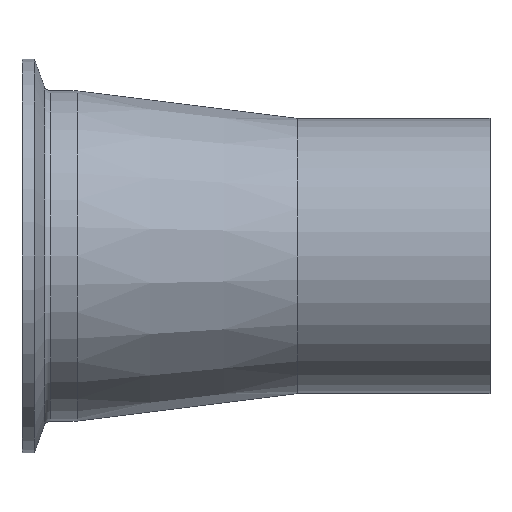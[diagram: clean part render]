
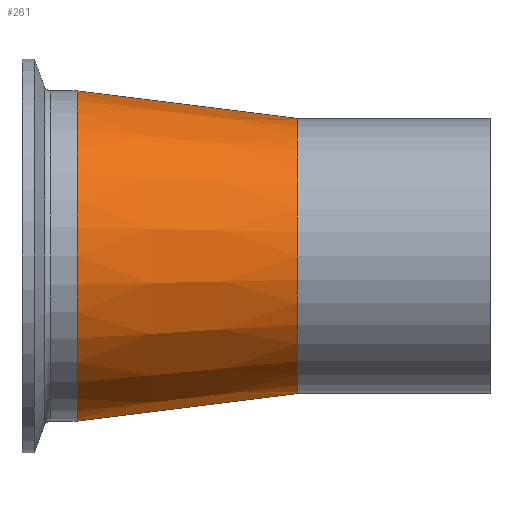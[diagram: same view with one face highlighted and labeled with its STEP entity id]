
A CAD part, left-side view. The second image highlights one B-rep face of the part: STEP entity #261.
In plain terms, the highlighted conical face has half-angle 7.125 degrees and reference radius 31.75 mm.
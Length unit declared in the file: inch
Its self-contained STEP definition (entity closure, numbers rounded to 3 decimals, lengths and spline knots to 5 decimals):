
#29 = VERTEX_POINT ( 'NONE', #404 ) ;
#33 = EDGE_CURVE ( 'NONE', #29, #531, #1066, .T. ) ;
#80 = CARTESIAN_POINT ( 'NONE',  ( 0., 0., -1.25 ) ) ;
#149 = FACE_OUTER_BOUND ( 'NONE', #620, .T. ) ;
#155 = ORIENTED_EDGE ( 'NONE', *, *, #574, .F. ) ;
#160 = DIRECTION ( 'NONE',  ( 0., -1., 0. ) ) ;
#225 = CARTESIAN_POINT ( 'NONE',  ( 0., 2., 0. ) ) ;
#230 = EDGE_CURVE ( 'NONE', #29, #419, #805, .T. ) ;
#261 = ADVANCED_FACE ( 'NONE', ( #149 ), #985, .T. ) ;
#263 = ORIENTED_EDGE ( 'NONE', *, *, #230, .T. ) ;
#265 = CARTESIAN_POINT ( 'NONE',  ( 0., 2., -1.5 ) ) ;
#286 = CIRCLE ( 'NONE', #852, 1.5 ) ;
#289 = DIRECTION ( 'NONE',  ( 0., 1., 0. ) ) ;
#295 = EDGE_CURVE ( 'NONE', #595, #419, #286, .T. ) ;
#320 = CARTESIAN_POINT ( 'NONE',  ( 0., 2., 1.5 ) ) ;
#366 = ORIENTED_EDGE ( 'NONE', *, *, #33, .F. ) ;
#404 = CARTESIAN_POINT ( 'NONE',  ( 0., 0., 1.25 ) ) ;
#419 = VERTEX_POINT ( 'NONE', #320 ) ;
#473 = DIRECTION ( 'NONE',  ( 0., 1., 0. ) ) ;
#531 = VERTEX_POINT ( 'NONE', #80 ) ;
#533 = AXIS2_PLACEMENT_3D ( 'NONE', #596, #289, #952 ) ;
#534 = VECTOR ( 'NONE', #856, 39.37008 ) ;
#574 = EDGE_CURVE ( 'NONE', #531, #595, #955, .T. ) ;
#595 = VERTEX_POINT ( 'NONE', #265 ) ;
#596 = CARTESIAN_POINT ( 'NONE',  ( 0., 0., 0. ) ) ;
#604 = CARTESIAN_POINT ( 'NONE',  ( 0., 0., -1.25 ) ) ;
#611 = DIRECTION ( 'NONE',  ( 0., 0.992, -0.124 ) ) ;
#620 = EDGE_LOOP ( 'NONE', ( #155, #366, #263, #704 ) ) ;
#704 = ORIENTED_EDGE ( 'NONE', *, *, #295, .F. ) ;
#748 = CARTESIAN_POINT ( 'NONE',  ( 0., 0., 0. ) ) ;
#776 = CARTESIAN_POINT ( 'NONE',  ( 0., 0., 1.25 ) ) ;
#799 = VECTOR ( 'NONE', #611, 39.37008 ) ;
#805 = LINE ( 'NONE', #776, #534 ) ;
#806 = DIRECTION ( 'NONE',  ( 0., 0., 1. ) ) ;
#852 = AXIS2_PLACEMENT_3D ( 'NONE', #225, #473, #806 ) ;
#856 = DIRECTION ( 'NONE',  ( 0., 0.992, 0.124 ) ) ;
#899 = DIRECTION ( 'NONE',  ( 0., 0., -1. ) ) ;
#952 = DIRECTION ( 'NONE',  ( 0., 0., 1. ) ) ;
#955 = LINE ( 'NONE', #604, #799 ) ;
#966 = AXIS2_PLACEMENT_3D ( 'NONE', #748, #160, #899 ) ;
#985 = CONICAL_SURFACE ( 'NONE', #533, 1.25, 0.124 ) ;
#1066 = CIRCLE ( 'NONE', #966, 1.25 ) ;
